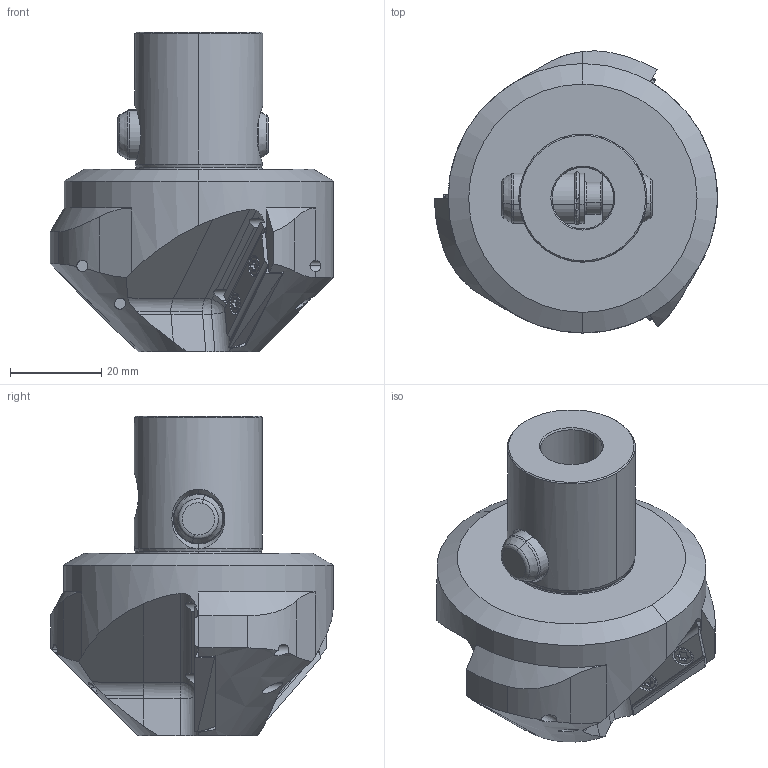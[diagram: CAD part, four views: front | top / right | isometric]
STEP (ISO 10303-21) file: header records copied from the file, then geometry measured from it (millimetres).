
FILE_DESCRIPTION(('no description'),'unknown implementation level');
FILE_NAME('3ACF2BF1-557C-42D2-8BB6-A934B16E86C5_export.stp',' ',('CIMSOURCE GmbH'),('CADClick - KiM GmbH - www.kimweb.de'),'unknown preprocess','ACIS','unknown authorization');
FILE_SCHEMA(('automotive_design'));
Length unit declared in the file: millimetre
Products named in the file (13): 335.023 Kaiser C 3060 X CK5|335.032 Kaiser CW 1909A_Standard;NONE; 335.023 Kaiser C 3060 X CK5|335.036 Kaiser ETL S3S 10S_Standard;NONE; 335.023 Kaiser C 3060 X CK5|335.023 Kaiser C 3060 X CK5_Standard-1;NONE; 335.023 Kaiser C 3060 X CK5|335.023 Kaiser C 3060 X CK5_Standard;NONE; 335.023 Kaiser C 3060 X CK5|691.505 Kaiser ETL D11 X 33K_Standard|693.304 Sprengring_Standard;NONE; 335.023 Kaiser C 3060 X CK5|691.505 Kaiser ETL D11 X 33K_Standard|691.525 Mitnehmerbolzen_Standard;NONE
Bounding box: 62 x 61.79 x 70 mm (x, y, z)
Volume: 92364.4 mm3; surface area: 21269.8 mm2
Topology: 13 solids, 13 shells, 487 faces, 1255 edges, 795 vertices
Faces by surface type: cylinder 257, plane 124, cone 66, torus 36, sphere 4
Entity records: 30449 total; most frequent: CARTESIAN_POINT 4252, STYLED_ITEM 2547, PRESENTATION_STYLE_ASSIGNMENT 2547, COLOUR_RGB 2547, DIRECTION 2527, ORIENTED_EDGE 2504, EDGE_CURVE 1252, CURVE_STYLE 1252
